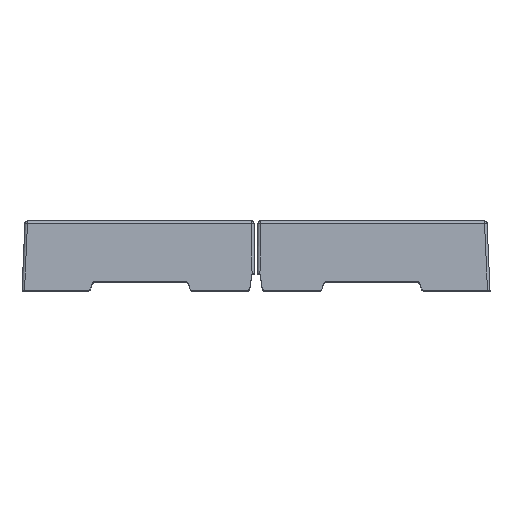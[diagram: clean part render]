
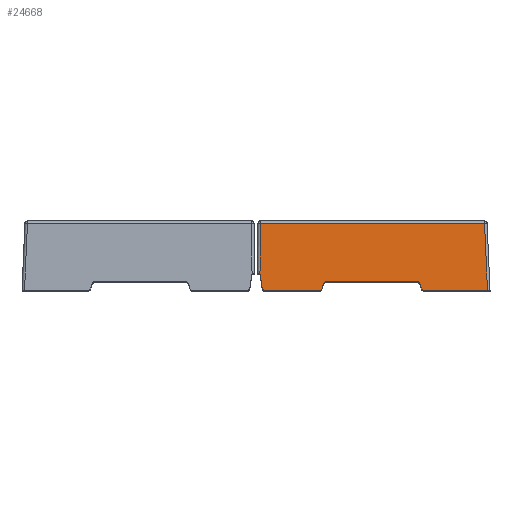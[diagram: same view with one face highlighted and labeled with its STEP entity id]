
A CAD part, top view. The second image highlights one B-rep face of the part: STEP entity #24668.
In plain terms, the highlighted planar face has unit normal (0, 0.044, 0.999).
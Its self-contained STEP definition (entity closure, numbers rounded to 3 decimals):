
#391=DIRECTION('',(1.,0.,0.));
#392=VECTOR('',#391,7.596);
#393=CARTESIAN_POINT('',(19.804,0.,27.7));
#394=LINE('19435',#393,#392);
#404=CARTESIAN_POINT('',(27.4,0.,27.7));
#596=DIRECTION('',(1.,0.,0.));
#597=VECTOR('',#596,6.653);
#598=CARTESIAN_POINT('',(0.943,0.,27.7));
#599=LINE('19444',#598,#597);
#8145=CARTESIAN_POINT('',(8.028,0.803,27.665));
#8146=CARTESIAN_POINT('',(8.04,0.835,27.664));
#8147=CARTESIAN_POINT('',(8.072,0.89,27.661));
#8148=CARTESIAN_POINT('',(8.136,0.949,27.659));
#8149=CARTESIAN_POINT('',(8.213,0.988,27.657));
#8150=CARTESIAN_POINT('',(8.275,1.,27.656));
#8151=CARTESIAN_POINT('',(8.31,1.,27.656));
#8201=CARTESIAN_POINT('',(0.745,0.17,
27.693));
#8202=CARTESIAN_POINT('',(0.749,0.142,
27.694));
#8203=CARTESIAN_POINT('',(0.768,0.096,
27.696));
#8204=CARTESIAN_POINT('',(0.81,0.046,
27.698));
#8205=CARTESIAN_POINT('',(0.867,0.011,
27.7));
#8206=CARTESIAN_POINT('',(0.914,0.,27.7));
#8207=CARTESIAN_POINT('',(0.943,0.,27.7));
#8212=DIRECTION('',(-0.148,0.988,-0.043));
#8213=VECTOR('',#8212,1.852);
#8214=CARTESIAN_POINT('',(0.745,0.17,
27.693));
#8215=LINE('19442',#8214,#8213);
#8219=DIRECTION('',(-0.009,-0.999,0.044));
#8220=VECTOR('',#8219,5.919);
#8221=CARTESIAN_POINT('',(0.522,7.913,27.355));
#8222=LINE('9973',#8221,#8220);
#8226=DIRECTION('',(1.,0.,0.));
#8227=VECTOR('',#8226,26.532);
#8228=CARTESIAN_POINT('',(0.522,7.913,27.355));
#8229=LINE('8691',#8228,#8227);
#8233=DIRECTION('',(0.044,-0.998,0.044));
#8234=VECTOR('',#8233,7.928);
#8235=CARTESIAN_POINT('',(27.055,7.913,27.355));
#8236=LINE('8689',#8235,#8234);
#8240=CARTESIAN_POINT('',(19.616,0.132,27.694));
#8241=CARTESIAN_POINT('',(19.632,0.088,27.696));
#8242=CARTESIAN_POINT('',(19.684,0.028,27.699));
#8243=CARTESIAN_POINT('',(19.757,0.,27.7));
#8244=CARTESIAN_POINT('',(19.804,0.,27.7));
#8249=DIRECTION('',(-0.342,0.939,-0.041));
#8250=VECTOR('',#8249,0.715);
#8251=CARTESIAN_POINT('',(19.616,0.132,27.694));
#8252=LINE('19446',#8251,#8250);
#8256=DIRECTION('',(-1.,0.,0.));
#8257=VECTOR('',#8256,10.78);
#8258=CARTESIAN_POINT('',(19.09,1.,27.656));
#8259=LINE('11204',#8258,#8257);
#8263=DIRECTION('',(0.342,0.939,-0.041));
#8264=VECTOR('',#8263,0.715);
#8265=CARTESIAN_POINT('',(7.784,0.132,27.694));
#8266=LINE('19450',#8265,#8264);
#8270=CARTESIAN_POINT('',(7.596,0.,27.7));
#8271=CARTESIAN_POINT('',(7.643,0.,27.7));
#8272=CARTESIAN_POINT('',(7.716,0.028,27.699));
#8273=CARTESIAN_POINT('',(7.768,0.088,27.696));
#8274=CARTESIAN_POINT('',(7.784,0.132,27.694));
#10920=CARTESIAN_POINT('',(0.471,2.,27.613));
#14527=CARTESIAN_POINT('',(19.09,1.,27.656));
#14528=CARTESIAN_POINT('',(19.125,1.,27.656));
#14529=CARTESIAN_POINT('',(19.187,0.988,
27.657));
#14530=CARTESIAN_POINT('',(19.264,0.949,
27.659));
#14531=CARTESIAN_POINT('',(19.328,0.89,
27.661));
#14532=CARTESIAN_POINT('',(19.36,0.835,
27.664));
#14533=CARTESIAN_POINT('',(19.372,0.803,
27.665));
#15124=VERTEX_POINT('',#404);
#15125=CARTESIAN_POINT('',(27.055,7.913,27.355));
#15126=VERTEX_POINT('',#15125);
#15129=CARTESIAN_POINT('',(0.522,7.913,
27.355));
#15130=VERTEX_POINT('',#15129);
#15561=VERTEX_POINT('',#10920);
#15611=CARTESIAN_POINT('',(19.09,1.,27.656));
#15612=CARTESIAN_POINT('',(8.31,1.,27.656));
#15613=VERTEX_POINT('',#15611);
#15614=VERTEX_POINT('',#15612);
#16254=VERTEX_POINT('',#14533);
#16255=VERTEX_POINT('',#8145);
#16510=VERTEX_POINT('',#8201);
#16511=VERTEX_POINT('',#8207);
#16512=VERTEX_POINT('',#8270);
#16513=VERTEX_POINT('',#8274);
#16514=VERTEX_POINT('',#8240);
#16515=VERTEX_POINT('',#8244);
#24639=CARTESIAN_POINT('',(-28.82,0.,27.7));
#24640=DIRECTION('',(0.,0.044,0.999));
#24641=DIRECTION('',(1.,0.,0.));
#24642=AXIS2_PLACEMENT_3D('',#24639,#24640,#24641);
#24643=PLANE('2007',#24642);
#24645=ORIENTED_EDGE('19397',*,*,#24644,.F.);
#24647=ORIENTED_EDGE('19442',*,*,#24646,.T.);
#24649=ORIENTED_EDGE('9973',*,*,#24648,.F.);
#24651=ORIENTED_EDGE('8691',*,*,#24650,.T.);
#24653=ORIENTED_EDGE('8689',*,*,#24652,.T.);
#24654=ORIENTED_EDGE('19435',*,*,#17081,.F.);
#24656=ORIENTED_EDGE('19403',*,*,#24655,.F.);
#24658=ORIENTED_EDGE('19446',*,*,#24657,.T.);
#24660=ORIENTED_EDGE('17363',*,*,#24659,.F.);
#24661=ORIENTED_EDGE('11204',*,*,#17445,.T.);
#24662=ORIENTED_EDGE('17366',*,*,#24579,.F.);
#24663=ORIENTED_EDGE('19450',*,*,#24594,.F.);
#24664=ORIENTED_EDGE('19399',*,*,#24633,.F.);
#24665=ORIENTED_EDGE('19444',*,*,#17199,.F.);
#24666=EDGE_LOOP('2007',(#24645,#24647,#24649,#24651,#24653,#24654,#24656,
#24658,#24660,#24661,#24662,#24663,#24664,#24665));
#24667=FACE_OUTER_BOUND('2007',#24666,.F.);
#8152=B_SPLINE_CURVE_WITH_KNOTS('17366',3,(#8145,#8146,#8147,#8148,#8149,#8150,
#8151),.UNSPECIFIED.,.F.,.F.,(4,1,1,1,4),(0.,0.25,0.5,0.75,1.),
.UNSPECIFIED.);
#8208=B_SPLINE_CURVE_WITH_KNOTS('19397',3,(#8201,#8202,#8203,#8204,#8205,#8206,
#8207),.UNSPECIFIED.,.F.,.F.,(4,1,1,1,4),(0.,0.25,0.5,0.75,1.),
.UNSPECIFIED.);
#8245=B_SPLINE_CURVE_WITH_KNOTS('19403',3,(#8240,#8241,#8242,#8243,#8244),
.UNSPECIFIED.,.F.,.F.,(4,1,4),(0.,0.5,1.),.UNSPECIFIED.);
#8275=B_SPLINE_CURVE_WITH_KNOTS('19399',3,(#8270,#8271,#8272,#8273,#8274),
.UNSPECIFIED.,.F.,.F.,(4,1,4),(0.,0.5,1.),.UNSPECIFIED.);
#14534=B_SPLINE_CURVE_WITH_KNOTS('17363',3,(#14527,#14528,#14529,#14530,#14531,
#14532,#14533),.UNSPECIFIED.,.F.,.F.,(4,1,1,1,4),(0.,0.25,0.5,0.75,
1.),.UNSPECIFIED.);
#17081=EDGE_CURVE('19435',#16515,#15124,#394,.T.);
#17199=EDGE_CURVE('19444',#16511,#16512,#599,.T.);
#17445=EDGE_CURVE('11204',#15613,#15614,#8259,.T.);
#24579=EDGE_CURVE('17366',#16255,#15614,#8152,.T.);
#24594=EDGE_CURVE('19450',#16513,#16255,#8266,.T.);
#24633=EDGE_CURVE('19399',#16512,#16513,#8275,.T.);
#24644=EDGE_CURVE('19397',#16510,#16511,#8208,.T.);
#24646=EDGE_CURVE('19442',#16510,#15561,#8215,.T.);
#24648=EDGE_CURVE('9973',#15130,#15561,#8222,.T.);
#24650=EDGE_CURVE('8691',#15130,#15126,#8229,.T.);
#24652=EDGE_CURVE('8689',#15126,#15124,#8236,.T.);
#24655=EDGE_CURVE('19403',#16514,#16515,#8245,.T.);
#24657=EDGE_CURVE('19446',#16514,#16254,#8252,.T.);
#24659=EDGE_CURVE('17363',#15613,#16254,#14534,.T.);
#24668=ADVANCED_FACE('2007',(#24667),#24643,.T.);
